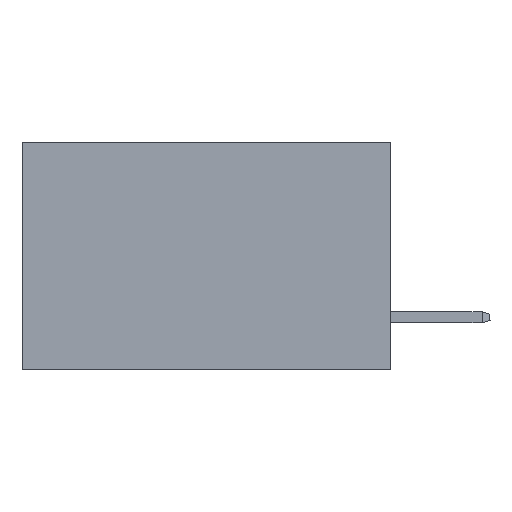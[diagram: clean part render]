
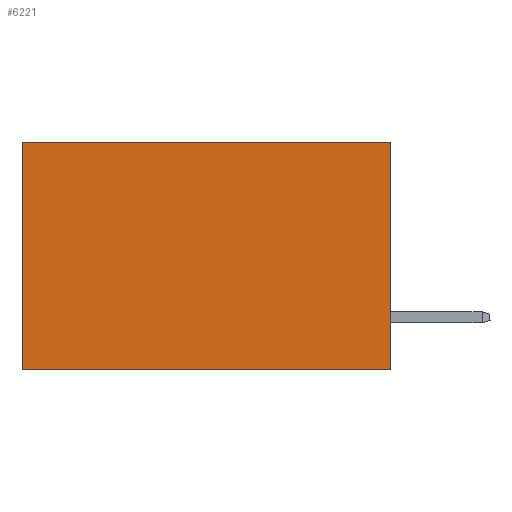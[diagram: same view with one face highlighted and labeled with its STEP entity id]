
A CAD part, left-side view. The second image highlights one B-rep face of the part: STEP entity #6221.
In plain terms, the highlighted planar face has unit normal (-1, 0, 0).
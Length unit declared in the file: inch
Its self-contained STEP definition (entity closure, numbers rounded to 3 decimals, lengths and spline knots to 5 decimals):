
#566 = DIRECTION ( 'NONE',  ( 0., 0., -1. ) ) ;
#1457 = VERTEX_POINT ( 'NONE', #13911 ) ;
#1752 = VECTOR ( 'NONE', #8979, 39.37008 ) ;
#2299 = ORIENTED_EDGE ( 'NONE', *, *, #10994, .T. ) ;
#2706 = EDGE_LOOP ( 'NONE', ( #8980, #13287, #4328, #2299 ) ) ;
#3768 = FACE_OUTER_BOUND ( 'NONE', #2706, .T. ) ;
#3798 = EDGE_CURVE ( 'NONE', #3933, #1457, #16481, .T. ) ;
#3933 = VERTEX_POINT ( 'NONE', #16810 ) ;
#4087 = EDGE_CURVE ( 'NONE', #4579, #1457, #5533, .T. ) ;
#4328 = ORIENTED_EDGE ( 'NONE', *, *, #5485, .F. ) ;
#4579 = VERTEX_POINT ( 'NONE', #8937 ) ;
#4954 = CARTESIAN_POINT ( 'NONE',  ( 0.2875, 0., 0. ) ) ;
#5485 = EDGE_CURVE ( 'NONE', #9136, #3933, #10699, .T. ) ;
#5533 = LINE ( 'NONE', #16218, #16948 ) ;
#5772 = CARTESIAN_POINT ( 'NONE',  ( 0.2875, 0., -0.37 ) ) ;
#6194 = VECTOR ( 'NONE', #7059, 39.37008 ) ;
#6221 = ADVANCED_FACE ( 'NONE', ( #3768 ), #10982, .F. ) ;
#6551 = DIRECTION ( 'NONE',  ( 1., 0., 0. ) ) ;
#7059 = DIRECTION ( 'NONE',  ( 0., 0., -1. ) ) ;
#8937 = CARTESIAN_POINT ( 'NONE',  ( 0.2875, 0.6, 0. ) ) ;
#8979 = DIRECTION ( 'NONE',  ( 0., 1., 0. ) ) ;
#8980 = ORIENTED_EDGE ( 'NONE', *, *, #4087, .T. ) ;
#9136 = VERTEX_POINT ( 'NONE', #15347 ) ;
#9630 = CARTESIAN_POINT ( 'NONE',  ( 0.2875, 0., 0. ) ) ;
#10699 = LINE ( 'NONE', #13359, #6194 ) ;
#10982 = PLANE ( 'NONE',  #11726 ) ;
#10994 = EDGE_CURVE ( 'NONE', #9136, #4579, #12164, .T. ) ;
#11157 = DIRECTION ( 'NONE',  ( 0., 1., 0. ) ) ;
#11529 = DIRECTION ( 'NONE',  ( 0., 0., -1. ) ) ;
#11694 = VECTOR ( 'NONE', #11157, 39.37008 ) ;
#11726 = AXIS2_PLACEMENT_3D ( 'NONE', #4954, #6551, #566 ) ;
#12164 = LINE ( 'NONE', #9630, #11694 ) ;
#13287 = ORIENTED_EDGE ( 'NONE', *, *, #3798, .F. ) ;
#13359 = CARTESIAN_POINT ( 'NONE',  ( 0.2875, 0., 0. ) ) ;
#13911 = CARTESIAN_POINT ( 'NONE',  ( 0.2875, 0.6, -0.37 ) ) ;
#15347 = CARTESIAN_POINT ( 'NONE',  ( 0.2875, 0., 0. ) ) ;
#16218 = CARTESIAN_POINT ( 'NONE',  ( 0.2875, 0.6, 0. ) ) ;
#16481 = LINE ( 'NONE', #5772, #1752 ) ;
#16810 = CARTESIAN_POINT ( 'NONE',  ( 0.2875, 0., -0.37 ) ) ;
#16948 = VECTOR ( 'NONE', #11529, 39.37008 ) ;
